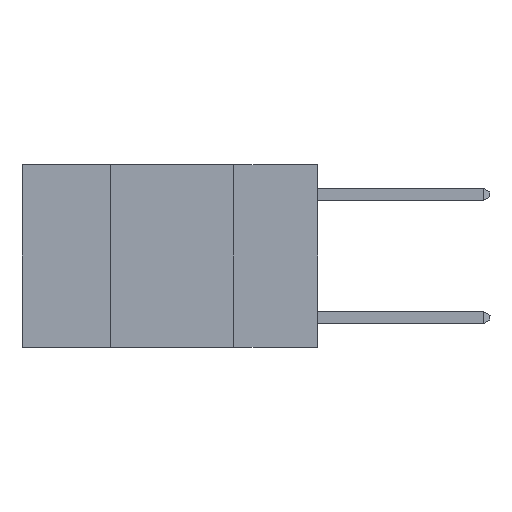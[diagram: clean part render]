
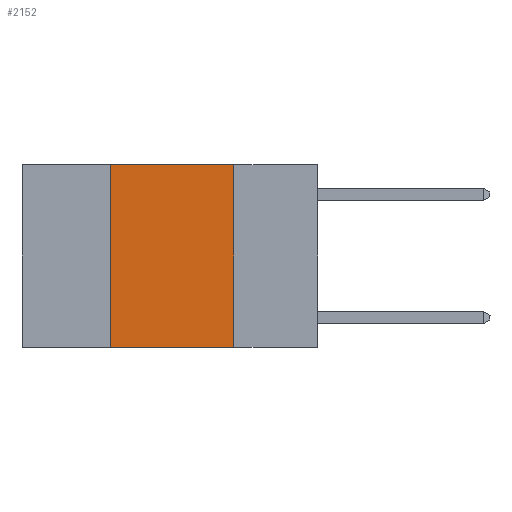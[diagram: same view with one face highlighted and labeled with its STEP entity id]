
A CAD part, left-side view. The second image highlights one B-rep face of the part: STEP entity #2152.
In plain terms, the highlighted planar face has unit normal (-1, 0, 0).
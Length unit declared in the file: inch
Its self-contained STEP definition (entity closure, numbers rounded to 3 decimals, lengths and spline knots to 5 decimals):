
#1289 = ORIENTED_EDGE ( 'NONE', *, *, #3221, .F. ) ;
#1506 = EDGE_CURVE ( 'NONE', #5114, #9354, #5840, .T. ) ;
#2152 = ADVANCED_FACE ( 'NONE', ( #16190 ), #5506, .F. ) ;
#2657 = EDGE_CURVE ( 'NONE', #6581, #7121, #17572, .T. ) ;
#2808 = VECTOR ( 'NONE', #6596, 39.37008 ) ;
#3221 = EDGE_CURVE ( 'NONE', #6581, #5114, #11024, .T. ) ;
#3345 = CARTESIAN_POINT ( 'NONE',  ( 0., 0.42, 0. ) ) ;
#3627 = EDGE_CURVE ( 'NONE', #9354, #7121, #9274, .T. ) ;
#4684 = DIRECTION ( 'NONE',  ( 0., 0., -1. ) ) ;
#4876 = ORIENTED_EDGE ( 'NONE', *, *, #1506, .F. ) ;
#5114 = VERTEX_POINT ( 'NONE', #3345 ) ;
#5145 = DIRECTION ( 'NONE',  ( 0., -1., 0. ) ) ;
#5356 = ORIENTED_EDGE ( 'NONE', *, *, #3627, .F. ) ;
#5438 = DIRECTION ( 'NONE',  ( 0., 0., -1. ) ) ;
#5455 = DIRECTION ( 'NONE',  ( 1., 0., 0. ) ) ;
#5461 = CARTESIAN_POINT ( 'NONE',  ( 0., 0.6, 0. ) ) ;
#5506 = PLANE ( 'NONE',  #5642 ) ;
#5642 = AXIS2_PLACEMENT_3D ( 'NONE', #5461, #5455, #5438 ) ;
#5840 = LINE ( 'NONE', #15250, #8931 ) ;
#6581 = VERTEX_POINT ( 'NONE', #13554 ) ;
#6596 = DIRECTION ( 'NONE',  ( 0., 0., 1. ) ) ;
#7121 = VERTEX_POINT ( 'NONE', #16108 ) ;
#7536 = EDGE_LOOP ( 'NONE', ( #5356, #4876, #1289, #14181 ) ) ;
#8931 = VECTOR ( 'NONE', #15071, 39.37008 ) ;
#9274 = LINE ( 'NONE', #14632, #16129 ) ;
#9354 = VERTEX_POINT ( 'NONE', #11776 ) ;
#10838 = VECTOR ( 'NONE', #5145, 39.37008 ) ;
#11024 = LINE ( 'NONE', #13709, #2808 ) ;
#11776 = CARTESIAN_POINT ( 'NONE',  ( 0., 0.17, 0. ) ) ;
#13554 = CARTESIAN_POINT ( 'NONE',  ( 0., 0.42, -0.37 ) ) ;
#13709 = CARTESIAN_POINT ( 'NONE',  ( 0., 0.42, 0. ) ) ;
#13793 = CARTESIAN_POINT ( 'NONE',  ( 0., 0.6, -0.37 ) ) ;
#14181 = ORIENTED_EDGE ( 'NONE', *, *, #2657, .T. ) ;
#14632 = CARTESIAN_POINT ( 'NONE',  ( 0., 0.17, 0. ) ) ;
#15071 = DIRECTION ( 'NONE',  ( 0., -1., 0. ) ) ;
#15250 = CARTESIAN_POINT ( 'NONE',  ( 0., 0.6, 0. ) ) ;
#16108 = CARTESIAN_POINT ( 'NONE',  ( 0., 0.17, -0.37 ) ) ;
#16129 = VECTOR ( 'NONE', #4684, 39.37008 ) ;
#16190 = FACE_OUTER_BOUND ( 'NONE', #7536, .T. ) ;
#17572 = LINE ( 'NONE', #13793, #10838 ) ;
